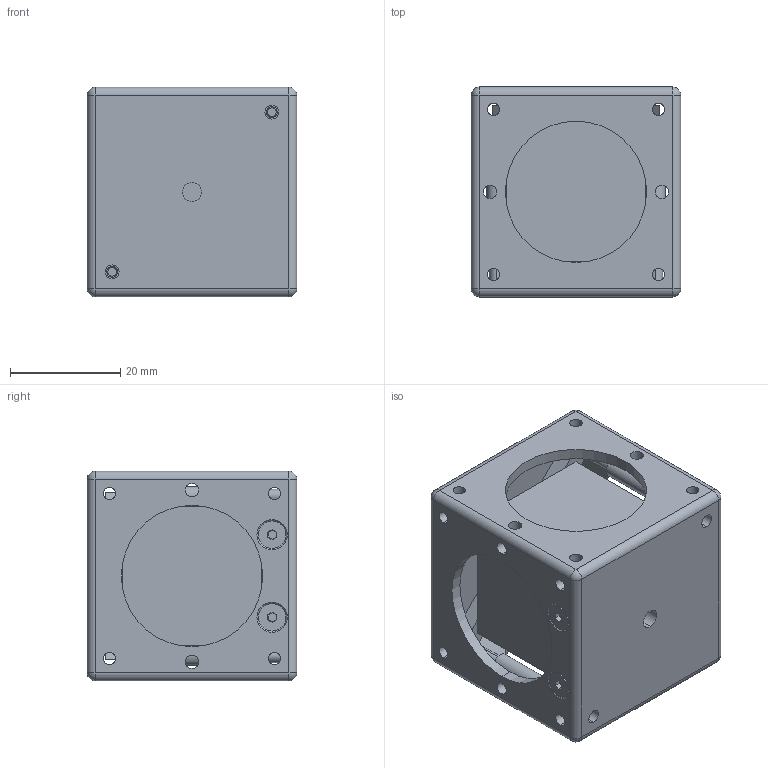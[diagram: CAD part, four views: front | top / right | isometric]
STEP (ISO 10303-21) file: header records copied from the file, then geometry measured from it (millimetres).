
FILE_DESCRIPTION (( 'STEP AP203' ), '1' );
FILE_NAME ('24CCM4-1.STEP', '2020-02-26T12:36:30', ( '' ), ( '' ), 'SwSTEP 2.0', 'SolidWorks 2016', '' );
FILE_SCHEMA (( 'CONFIG_CONTROL_DESIGN' ));
Length unit declared in the file: millimetre
Products named in the file (1): 24CCM4-1
Bounding box: 38.1 x 38.1 x 38.1 mm (x, y, z)
Surface area: 15854.4 mm2 (no closed solid volume)
Topology: 0 solids, 12 shells, 172 faces, 579 edges, 390 vertices
Faces by surface type: cylinder 90, plane 66, cone 8, sphere 8
Entity records: 6795 total; most frequent: CARTESIAN_POINT 1630, DIRECTION 1103, ORIENTED_EDGE 954, EDGE_CURVE 571, AXIS2_PLACEMENT_3D 407, VERTEX_POINT 390, VECTOR 289, LINE 289
